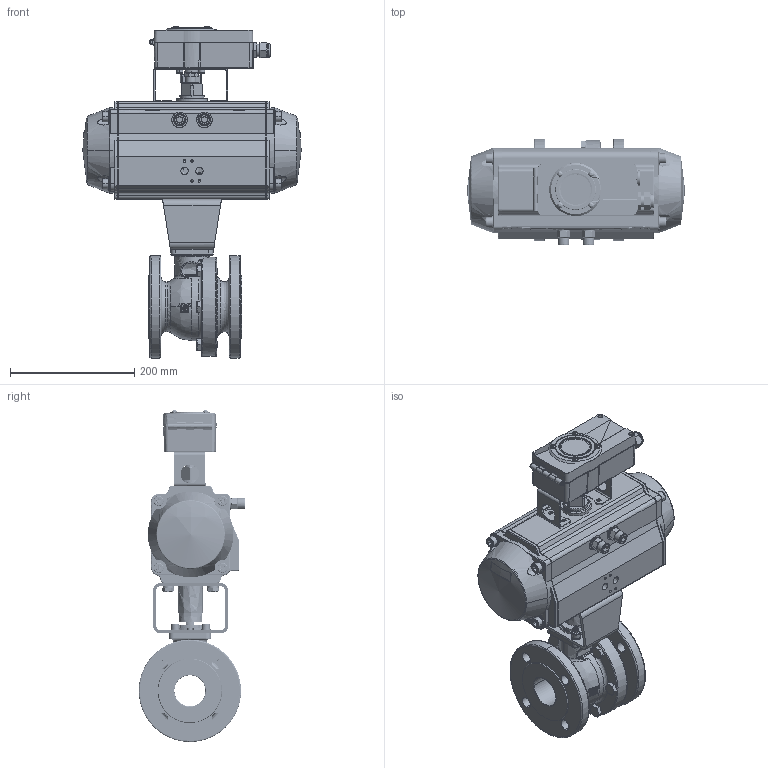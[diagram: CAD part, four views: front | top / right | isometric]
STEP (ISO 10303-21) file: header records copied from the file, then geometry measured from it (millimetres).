
FILE_DESCRIPTION (('STEP'), '1');
FILE_NAME ('NFA16-06-0804-5-125-IJ.stp', '2025-06-05T10:58:03', ('Unknown'), ('Unknown'), 'HarmonyWare STEP v2.1.9', 'HarmonyWare Translators', '');
FILE_SCHEMA (('CONFIG_CONTROL_DESIGN'));
Length unit declared in the file: millimetre
Products named in the file (31): kugelhahn; konsole; antrieb; Rotech Konsole; Box
Assembly tree (30 placements, depth 2):
  (unnamed)
    kugelhahn
    konsole
    konsole
    antrieb
    Rotech Konsole
    Rotech Konsole
    Rotech Konsole
    Rotech Konsole
    Rotech Konsole
    Rotech Konsole
    Rotech Konsole
    Rotech Konsole
    Box
    Box
    Box
    Box
    Box
    Box
    Box
    Box
    Box
    Box
    Box
    Box
    Box
    Box
    Box
    Box
    Box
    Box
Bounding box: 352 x 171.5 x 535.21 mm (x, y, z)
Volume: 5128623.1 mm3; surface area: 908238.6 mm2
Topology: 31 solids, 69 shells, 3220 faces, 8384 edges, 5482 vertices
Faces by surface type: bspline 3220
Entity records: 156484 total; most frequent: CARTESIAN_POINT 84235, ORIENTED_EDGE 16708, EDGE_CURVE 8357, VERTEX_POINT 5526, B_SPLINE_CURVE_WITH_KNOTS 4790, EDGE_LOOP 3635, FACE_OUTER_BOUND 3219, ADVANCED_FACE 3219
